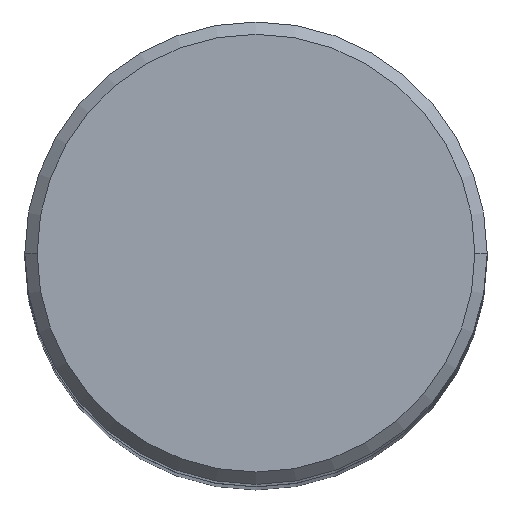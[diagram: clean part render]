
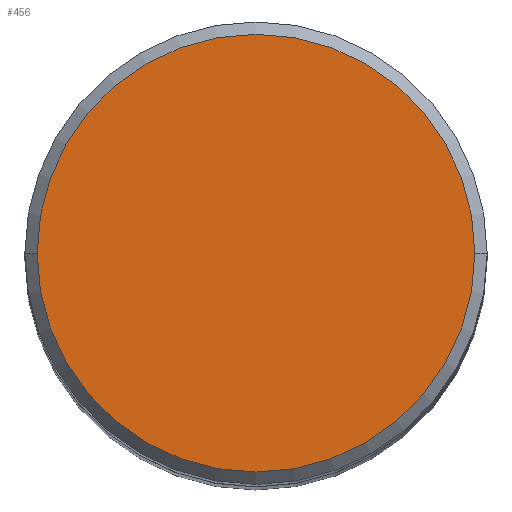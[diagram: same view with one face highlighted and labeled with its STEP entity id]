
A CAD part, top view. The second image highlights one B-rep face of the part: STEP entity #456.
In plain terms, the highlighted planar face has unit normal (0, 0, 1).
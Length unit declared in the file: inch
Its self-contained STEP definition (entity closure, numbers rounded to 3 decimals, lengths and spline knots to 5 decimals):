
#12 = CARTESIAN_POINT ( 'NONE',  ( 0., 0.355, 0. ) ) ;
#44 = DIRECTION ( 'NONE',  ( 1., 0., 0. ) ) ;
#48 = CARTESIAN_POINT ( 'NONE',  ( -0.355, 0., 0. ) ) ;
#56 = DIRECTION ( 'NONE',  ( 1., 0., 0. ) ) ;
#80 = AXIS2_PLACEMENT_3D ( 'NONE', #433, #224, #44 ) ;
#171 = EDGE_CURVE ( 'NONE', #386, #182, #392, .T. ) ;
#178 = AXIS2_PLACEMENT_3D ( 'NONE', #12, #192, #353 ) ;
#182 = VERTEX_POINT ( 'NONE', #48 ) ;
#192 = DIRECTION ( 'NONE',  ( 0., 0., -1. ) ) ;
#224 = DIRECTION ( 'NONE',  ( 0., 0., 1. ) ) ;
#235 = FACE_OUTER_BOUND ( 'NONE', #272, .T. ) ;
#238 = ORIENTED_EDGE ( 'NONE', *, *, #435, .T. ) ;
#252 = CIRCLE ( 'NONE', #378, 0.355 ) ;
#272 = EDGE_LOOP ( 'NONE', ( #238, #339 ) ) ;
#279 = CARTESIAN_POINT ( 'NONE',  ( 0., 0., 0. ) ) ;
#339 = ORIENTED_EDGE ( 'NONE', *, *, #171, .T. ) ;
#353 = DIRECTION ( 'NONE',  ( -1., 0., 0. ) ) ;
#378 = AXIS2_PLACEMENT_3D ( 'NONE', #279, #446, #56 ) ;
#386 = VERTEX_POINT ( 'NONE', #524 ) ;
#392 = CIRCLE ( 'NONE', #80, 0.355 ) ;
#433 = CARTESIAN_POINT ( 'NONE',  ( 0., 0., 0. ) ) ;
#435 = EDGE_CURVE ( 'NONE', #182, #386, #252, .T. ) ;
#436 = PLANE ( 'NONE',  #178 ) ;
#446 = DIRECTION ( 'NONE',  ( 0., 0., 1. ) ) ;
#456 = ADVANCED_FACE ( 'NONE', ( #235 ), #436, .F. ) ;
#524 = CARTESIAN_POINT ( 'NONE',  ( 0.355, 0., 0. ) ) ;
